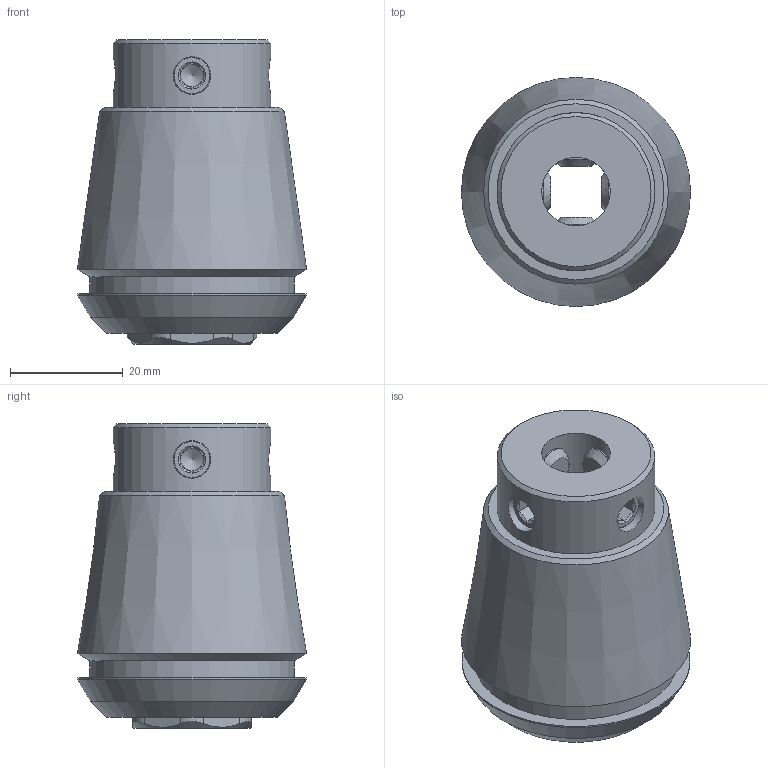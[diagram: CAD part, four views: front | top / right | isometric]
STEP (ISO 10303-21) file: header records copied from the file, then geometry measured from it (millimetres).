
FILE_DESCRIPTION(/* description */ (''),/* implementation_level */ '2;1');
FILE_NAME(/* name */ '153212191.stp',/* time_stamp */ '2022-05-19T11:29:51',/* author */ ('Ratnasingam Jekanthan'),/* organization */ ('REGO-FIX'),/* preprocessor_version */ ' Unknown',/* originating_system */ 'SIEMENS PLM Software Solid Edge ST10',/* authorization */ 'Unknown');
FILE_SCHEMA (('AUTOMOTIVE_DESIGN { 1 0 10303 214 2 1 1}'));
Length unit declared in the file: millimetre
Products named in the file (1): NOCUT
Bounding box: 40.64 x 40.64 x 54 mm (x, y, z)
Volume: 43552.8 mm3; surface area: 10919.6 mm2
Topology: 1 solids, 1 shells, 114 faces, 275 edges, 173 vertices
Faces by surface type: plane 68, cylinder 23, cone 23
Full cylindrical faces by diameter (mm): 6.647 x4, 12.19 x1, 23.1 x1, 28 x1, 36.2 x1, 40.55 x1
Entity records: 3892 total; most frequent: CARTESIAN_POINT 740, DIRECTION 468, ORIENTED_EDGE 434, EDGE_CURVE 217, AXIS2_PLACEMENT_3D 189, FACE_BOUND 164, EDGE_LOOP 160, VERTEX_POINT 153
